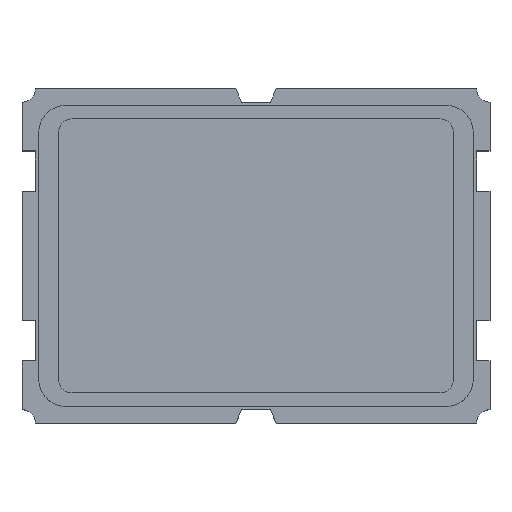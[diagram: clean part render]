
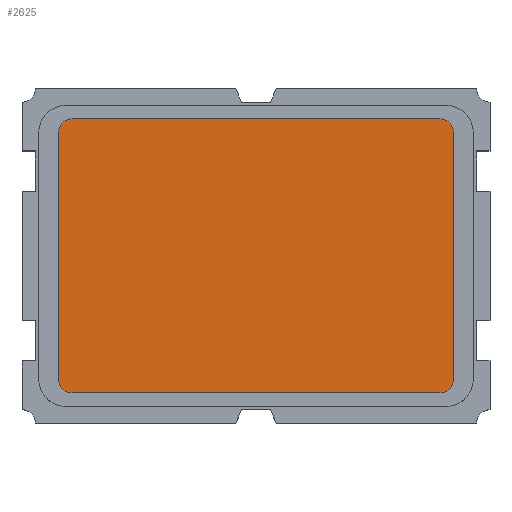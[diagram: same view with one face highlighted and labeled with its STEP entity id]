
A CAD part, top view. The second image highlights one B-rep face of the part: STEP entity #2625.
In plain terms, the highlighted face is planar.
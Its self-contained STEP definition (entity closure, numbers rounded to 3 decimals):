
#47=PLANE('',#2815);
#188=FACE_OUTER_BOUND('',#334,.T.);
#334=EDGE_LOOP('',(#1946,#1947,#1948,#1949,#1950,#1951,#1952,#1953));
#488=LINE('',#3767,#838);
#492=LINE('',#3779,#842);
#496=LINE('',#3791,#846);
#499=LINE('',#3800,#849);
#838=VECTOR('',#3060,1000.);
#842=VECTOR('',#3072,1000.);
#846=VECTOR('',#3084,1000.);
#849=VECTOR('',#3095,1000.);
#1169=CIRCLE('',#2801,0.2);
#1171=CIRCLE('',#2805,0.2);
#1173=CIRCLE('',#2809,0.2);
#1175=CIRCLE('',#2813,0.2);
#1218=VERTEX_POINT('',#3757);
#1219=VERTEX_POINT('',#3759);
#1221=VERTEX_POINT('',#3765);
#1223=VERTEX_POINT('',#3771);
#1225=VERTEX_POINT('',#3777);
#1227=VERTEX_POINT('',#3783);
#1229=VERTEX_POINT('',#3789);
#1231=VERTEX_POINT('',#3795);
#1486=EDGE_CURVE('',#1219,#1218,#1169,.T.);
#1490=EDGE_CURVE('',#1218,#1221,#488,.T.);
#1493=EDGE_CURVE('',#1221,#1223,#1171,.T.);
#1496=EDGE_CURVE('',#1223,#1225,#492,.T.);
#1499=EDGE_CURVE('',#1225,#1227,#1173,.T.);
#1502=EDGE_CURVE('',#1227,#1229,#496,.T.);
#1505=EDGE_CURVE('',#1229,#1231,#1175,.T.);
#1507=EDGE_CURVE('',#1231,#1219,#499,.T.);
#1946=ORIENTED_EDGE('',*,*,#1486,.T.);
#1947=ORIENTED_EDGE('',*,*,#1490,.T.);
#1948=ORIENTED_EDGE('',*,*,#1493,.T.);
#1949=ORIENTED_EDGE('',*,*,#1496,.T.);
#1950=ORIENTED_EDGE('',*,*,#1499,.T.);
#1951=ORIENTED_EDGE('',*,*,#1502,.T.);
#1952=ORIENTED_EDGE('',*,*,#1505,.T.);
#1953=ORIENTED_EDGE('',*,*,#1507,.T.);
#2625=ADVANCED_FACE('',(#188),#47,.T.);
#2801=AXIS2_PLACEMENT_3D('',#3760,#3053,#3054);
#2805=AXIS2_PLACEMENT_3D('',#3773,#3066,#3067);
#2809=AXIS2_PLACEMENT_3D('',#3785,#3078,#3079);
#2813=AXIS2_PLACEMENT_3D('',#3797,#3090,#3091);
#2815=AXIS2_PLACEMENT_3D('',#3801,#3096,#3097);
#3053=DIRECTION('center_axis',(0.,1.,0.));
#3054=DIRECTION('ref_axis',(0.,0.,1.));
#3060=DIRECTION('',(-1.,0.,0.));
#3066=DIRECTION('center_axis',(0.,1.,0.));
#3067=DIRECTION('ref_axis',(0.,0.,1.));
#3072=DIRECTION('',(0.,0.,1.));
#3078=DIRECTION('center_axis',(0.,1.,0.));
#3079=DIRECTION('ref_axis',(0.,0.,1.));
#3084=DIRECTION('',(1.,0.,0.));
#3090=DIRECTION('center_axis',(0.,1.,0.));
#3091=DIRECTION('ref_axis',(0.,0.,1.));
#3095=DIRECTION('',(0.,0.,-1.));
#3096=DIRECTION('center_axis',(0.,1.,0.));
#3097=DIRECTION('ref_axis',(0.,0.,1.));
#3757=CARTESIAN_POINT('',(2.75,1.3,-2.05));
#3759=CARTESIAN_POINT('',(2.95,1.3,-1.85));
#3760=CARTESIAN_POINT('Origin',(2.75,1.3,-1.85));
#3765=CARTESIAN_POINT('',(-2.75,1.3,-2.05));
#3767=CARTESIAN_POINT('',(2.75,1.3,-2.05));
#3771=CARTESIAN_POINT('',(-2.95,1.3,-1.85));
#3773=CARTESIAN_POINT('Origin',(-2.75,1.3,-1.85));
#3777=CARTESIAN_POINT('',(-2.95,1.3,1.85));
#3779=CARTESIAN_POINT('',(-2.95,1.3,-1.85));
#3783=CARTESIAN_POINT('',(-2.75,1.3,2.05));
#3785=CARTESIAN_POINT('Origin',(-2.75,1.3,1.85));
#3789=CARTESIAN_POINT('',(2.75,1.3,2.05));
#3791=CARTESIAN_POINT('',(-2.75,1.3,2.05));
#3795=CARTESIAN_POINT('',(2.95,1.3,1.85));
#3797=CARTESIAN_POINT('Origin',(2.75,1.3,1.85));
#3800=CARTESIAN_POINT('',(2.95,1.3,1.85));
#3801=CARTESIAN_POINT('Origin',(2.75,1.3,-1.85));
